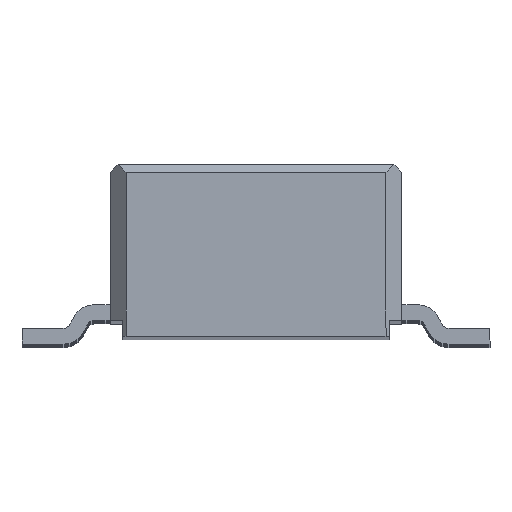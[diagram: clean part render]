
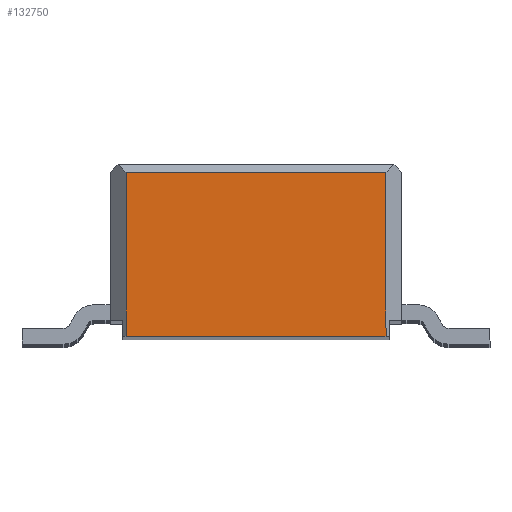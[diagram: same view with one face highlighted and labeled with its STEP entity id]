
A CAD part, top view. The second image highlights one B-rep face of the part: STEP entity #132750.
In plain terms, the highlighted planar face has unit normal (0, 0, 1).
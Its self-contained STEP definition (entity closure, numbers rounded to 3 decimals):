
#15280=CARTESIAN_POINT('',(-1.68,-0.6,13.52));
#15290=VERTEX_POINT('',#15280);
#15320=CARTESIAN_POINT('',(0.,-0.6,13.52));
#15330=DIRECTION('',(-1.,0.,0.));
#15340=VECTOR('',#15330,1.);
#15350=LINE('',#15320,#15340);
#15360=CARTESIAN_POINT('',(-0.03,-0.6,13.52));
#15370=VERTEX_POINT('',#15360);
#15380=EDGE_CURVE('',#15370,#15290,#15350,.T.);
#93770=CARTESIAN_POINT('',(-0.03,0.44,13.52))
;
#93780=VERTEX_POINT('',#93770);
#94070=CARTESIAN_POINT('',(-0.03,0.,13.52));
#94080=DIRECTION('',(0.,1.,0.));
#94090=VECTOR('',#94080,1.);
#94100=LINE('',#94070,#94090);
#94110=EDGE_CURVE('',#15370,#93780,#94100,.T.);
#127570=CARTESIAN_POINT('',(0.,0.44,13.52));
#127580=DIRECTION('',(1.,0.,0.));
#127590=VECTOR('',#127580,1.);
#127600=LINE('',#127570,#127590);
#127610=CARTESIAN_POINT('',(-1.68,0.44,13.52));
#127620=VERTEX_POINT('',#127610);
#127630=EDGE_CURVE('',#127620,#93780,#127600,.T.);
#132590=CARTESIAN_POINT('',(0.,0.,13.52));
#132600=DIRECTION('',(-0.,0.,1.));
#132610=DIRECTION('',(1.,0.,0.));
#132620=AXIS2_PLACEMENT_3D('',#132590,#132600,#132610);
#132630=PLANE('',#132620);
#132640=ORIENTED_EDGE('',*,*,#15380,.F.);
#132650=CARTESIAN_POINT('',(-1.68,0.,13.52));
#132660=DIRECTION('',(0.,1.,0.));
#132670=VECTOR('',#132660,1.);
#132680=LINE('',#132650,#132670);
#132690=EDGE_CURVE('',#15290,#127620,#132680,.T.);
#132700=ORIENTED_EDGE('',*,*,#132690,.F.);
#132710=ORIENTED_EDGE('',*,*,#127630,.F.);
#132720=ORIENTED_EDGE('',*,*,#94110,.T.);
#132730=EDGE_LOOP('',(#132720,#132710,#132700,#132640));
#132740=FACE_OUTER_BOUND('',#132730,.T.);
#132750=ADVANCED_FACE('',(#132740),#132630,.T.);
